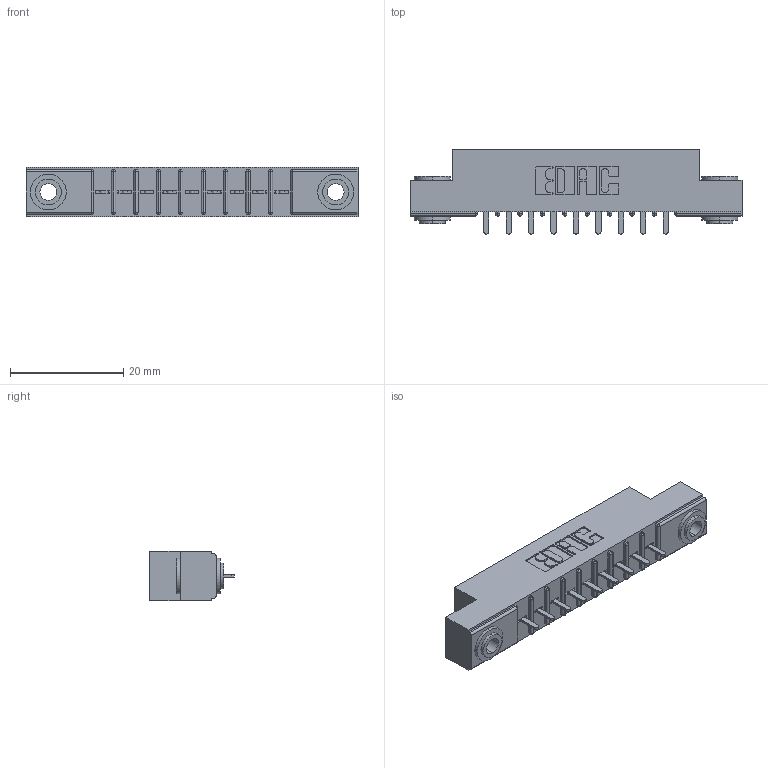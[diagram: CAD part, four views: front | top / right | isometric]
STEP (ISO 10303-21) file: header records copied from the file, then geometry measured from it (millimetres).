
FILE_DESCRIPTION (( 'STEP AP203' ), '1' );
FILE_NAME ('356-009-421-103.STEP', '2020-09-23T09:41:32', ( '' ), ( '' ), 'SwSTEP 2.0', 'SolidWorks 2020', '' );
FILE_SCHEMA (( 'CONFIG_CONTROL_DESIGN' ));
Length unit declared in the file: inch
Products named in the file (4): 345-250-002_345-250-002-102; 306 Part_.156 Dia; 356-009-421-103; 306-290-001_121
Assembly tree (12 placements, depth 2):
  356-009-421-103
    306 Part_.156 Dia
    306-290-001_121  x9
    345-250-002_345-250-002-102  x2
Bounding box: 58.67 x 14.88 x 8.71 mm (x, y, z)
Volume: 3941.2 mm3; surface area: 5616.9 mm2
Topology: 12 solids, 12 shells, 798 faces, 2201 edges, 1414 vertices
Faces by surface type: plane 515, cylinder 239, sphere 36, cone 8
Entity records: 13689 total; most frequent: CARTESIAN_POINT 2271, DIRECTION 2257, ORIENTED_EDGE 2238, EDGE_CURVE 1119, LINE 849, VECTOR 849, VERTEX_POINT 718, AXIS2_PLACEMENT_3D 704
